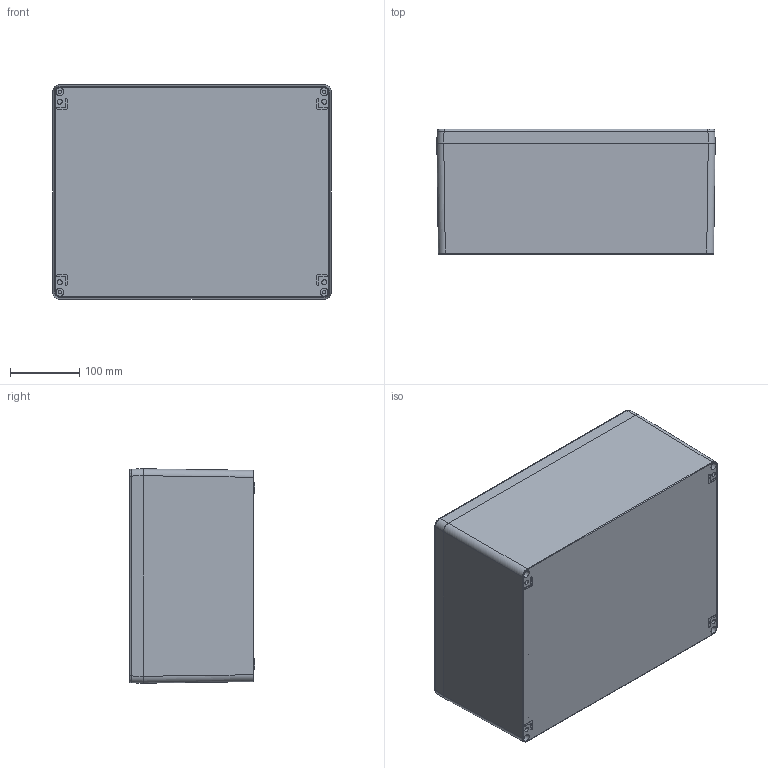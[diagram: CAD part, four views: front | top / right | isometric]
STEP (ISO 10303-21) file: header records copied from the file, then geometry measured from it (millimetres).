
FILE_DESCRIPTION (( 'STEP AP214' ), '1' );
FILE_NAME ('2374-4031-18-50.step', '2023-11-08T10:39:20', ( '' ), ( '' ), 'SwSTEP 2.0', 'SolidWorks 2019', '' );
FILE_SCHEMA (( 'AUTOMOTIVE_DESIGN' ));
Length unit declared in the file: millimetre
Products named in the file (7): SchutzleiteranschlussM4x8; Unterteil^2374-4031-18-50; 2374-4031-18-50; Deckel^2374-4031-18-50; DeckelschraubeM6x24; SchutzleiteranschlussM6x10
Assembly tree (12 placements, depth 3):
  2374-4031-18-50
    2374-4031-18-50
      Unterteil^2374-4031-18-50
      SchutzleiteranschlussM6x10  x4
      Deckel^2374-4031-18-50
      SchutzleiteranschlussM4x8
      DeckelschraubeM6x24  x4
Bounding box: 402.5 x 181 x 310 mm (x, y, z)
Volume: 2419374.7 mm3; surface area: 1050698.2 mm2
Topology: 16 solids, 16 shells, 1222 faces, 3180 edges, 1987 vertices
Faces by surface type: plane 482, cylinder 404, cone 192, bspline 94, torus 36, sphere 14
Entity records: 34301 total; most frequent: CARTESIAN_POINT 15525, ORIENTED_EDGE 4202, DIRECTION 3358, EDGE_CURVE 2101, VERTEX_POINT 1312, AXIS2_PLACEMENT_3D 1283, EDGE_LOOP 905, FACE_OUTER_BOUND 837
